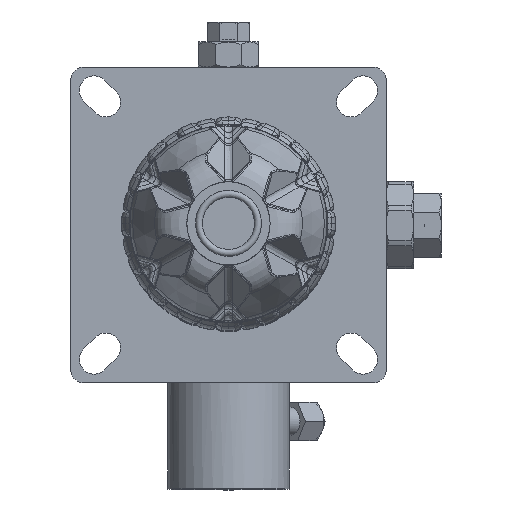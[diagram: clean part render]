
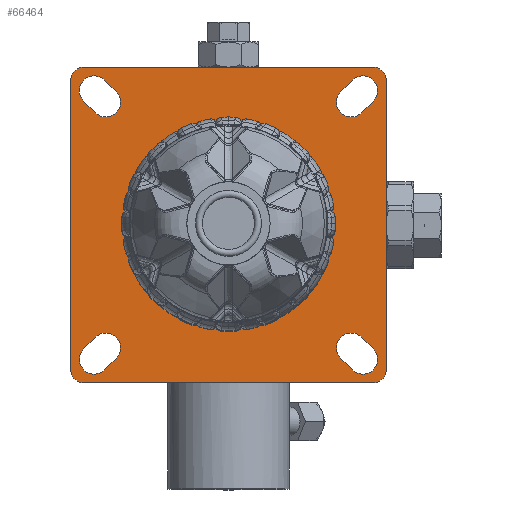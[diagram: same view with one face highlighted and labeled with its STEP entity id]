
A CAD part, top view. The second image highlights one B-rep face of the part: STEP entity #66464.
In plain terms, the highlighted planar face has unit normal (0, 0, 1).
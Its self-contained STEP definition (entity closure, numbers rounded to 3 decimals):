
#466=FACE_BOUND('',#19349,.T.);
#467=FACE_BOUND('',#19350,.T.);
#468=FACE_BOUND('',#19351,.T.);
#469=FACE_BOUND('',#19352,.T.);
#470=FACE_BOUND('',#19353,.T.);
#12180=PLANE('',#70377);
#15277=FACE_OUTER_BOUND('',#19348,.T.);
#19348=EDGE_LOOP('',(#55666,#55667,#55668,#55669,#55670,#55671,#55672,#55673));
#19349=EDGE_LOOP('',(#55674,#55675,#55676,#55677));
#19350=EDGE_LOOP('',(#55678,#55679,#55680,#55681));
#19351=EDGE_LOOP('',(#55682,#55683,#55684,#55685));
#19352=EDGE_LOOP('',(#55686,#55687,#55688,#55689));
#19353=EDGE_LOOP('',(#55690,#55691));
#20909=LINE('',#83277,#22894);
#20913=LINE('',#83289,#22898);
#20918=LINE('',#83307,#22903);
#20922=LINE('',#83317,#22907);
#20926=LINE('',#83331,#22911);
#20930=LINE('',#83341,#22915);
#20933=LINE('',#83349,#22918);
#20937=LINE('',#83361,#22922);
#21395=LINE('',#145766,#23380);
#21396=LINE('',#145770,#23381);
#21397=LINE('',#145774,#23382);
#21398=LINE('',#145777,#23383);
#22894=VECTOR('',#72408,10.);
#22898=VECTOR('',#72420,10.);
#22903=VECTOR('',#72439,10.);
#22907=VECTOR('',#72451,10.);
#22911=VECTOR('',#72463,10.);
#22915=VECTOR('',#72475,10.);
#22918=VECTOR('',#72480,10.);
#22922=VECTOR('',#72492,10.);
#23380=VECTOR('',#77750,10.);
#23381=VECTOR('',#77753,10.);
#23382=VECTOR('',#77756,10.);
#23383=VECTOR('',#77759,10.);
#24880=CIRCLE('',#67953,8.5);
#24882=CIRCLE('',#67957,8.5);
#24884=CIRCLE('',#67960,8.5);
#24886=CIRCLE('',#67964,8.5);
#24888=CIRCLE('',#67968,8.5);
#24890=CIRCLE('',#67972,8.5);
#24892=CIRCLE('',#67977,8.5);
#24894=CIRCLE('',#67981,8.5);
#25149=CIRCLE('',#68239,56.75);
#25150=CIRCLE('',#68240,56.75);
#26747=CIRCLE('',#70378,8.);
#26748=CIRCLE('',#70379,8.);
#26749=CIRCLE('',#70380,8.);
#26750=CIRCLE('',#70381,8.);
#27756=VERTEX_POINT('',#83274);
#27757=VERTEX_POINT('',#83276);
#27759=VERTEX_POINT('',#83282);
#27761=VERTEX_POINT('',#83288);
#27764=VERTEX_POINT('',#83298);
#27765=VERTEX_POINT('',#83300);
#27767=VERTEX_POINT('',#83306);
#27769=VERTEX_POINT('',#83312);
#27772=VERTEX_POINT('',#83322);
#27773=VERTEX_POINT('',#83324);
#27775=VERTEX_POINT('',#83330);
#27777=VERTEX_POINT('',#83336);
#27780=VERTEX_POINT('',#83346);
#27781=VERTEX_POINT('',#83348);
#27783=VERTEX_POINT('',#83354);
#27785=VERTEX_POINT('',#83360);
#28325=VERTEX_POINT('',#93201);
#28326=VERTEX_POINT('',#93202);
#31300=VERTEX_POINT('',#145762);
#31301=VERTEX_POINT('',#145763);
#31302=VERTEX_POINT('',#145765);
#31303=VERTEX_POINT('',#145767);
#31304=VERTEX_POINT('',#145769);
#31305=VERTEX_POINT('',#145771);
#31306=VERTEX_POINT('',#145773);
#31307=VERTEX_POINT('',#145775);
#33663=EDGE_CURVE('',#27757,#27756,#20909,.T.);
#33666=EDGE_CURVE('',#27759,#27757,#24880,.T.);
#33669=EDGE_CURVE('',#27761,#27759,#20913,.T.);
#33672=EDGE_CURVE('',#27756,#27761,#24882,.T.);
#33675=EDGE_CURVE('',#27765,#27764,#24884,.T.);
#33678=EDGE_CURVE('',#27767,#27765,#20918,.T.);
#33681=EDGE_CURVE('',#27769,#27767,#24886,.T.);
#33684=EDGE_CURVE('',#27764,#27769,#20922,.T.);
#33687=EDGE_CURVE('',#27773,#27772,#24888,.T.);
#33690=EDGE_CURVE('',#27775,#27773,#20926,.T.);
#33693=EDGE_CURVE('',#27777,#27775,#24890,.T.);
#33696=EDGE_CURVE('',#27772,#27777,#20930,.T.);
#33699=EDGE_CURVE('',#27781,#27780,#20933,.T.);
#33702=EDGE_CURVE('',#27783,#27781,#24892,.T.);
#33705=EDGE_CURVE('',#27785,#27783,#20937,.T.);
#33708=EDGE_CURVE('',#27780,#27785,#24894,.T.);
#34577=EDGE_CURVE('',#28325,#28326,#25149,.T.);
#34578=EDGE_CURVE('',#28326,#28325,#25150,.T.);
#39789=EDGE_CURVE('',#31300,#31301,#26747,.T.);
#39790=EDGE_CURVE('',#31302,#31300,#21395,.T.);
#39791=EDGE_CURVE('',#31303,#31302,#26748,.T.);
#39792=EDGE_CURVE('',#31304,#31303,#21396,.T.);
#39793=EDGE_CURVE('',#31305,#31304,#26749,.T.);
#39794=EDGE_CURVE('',#31306,#31305,#21397,.T.);
#39795=EDGE_CURVE('',#31307,#31306,#26750,.T.);
#39796=EDGE_CURVE('',#31301,#31307,#21398,.T.);
#55666=ORIENTED_EDGE('',*,*,#39789,.F.);
#55667=ORIENTED_EDGE('',*,*,#39790,.F.);
#55668=ORIENTED_EDGE('',*,*,#39791,.F.);
#55669=ORIENTED_EDGE('',*,*,#39792,.F.);
#55670=ORIENTED_EDGE('',*,*,#39793,.F.);
#55671=ORIENTED_EDGE('',*,*,#39794,.F.);
#55672=ORIENTED_EDGE('',*,*,#39795,.F.);
#55673=ORIENTED_EDGE('',*,*,#39796,.F.);
#55674=ORIENTED_EDGE('',*,*,#33669,.T.);
#55675=ORIENTED_EDGE('',*,*,#33666,.T.);
#55676=ORIENTED_EDGE('',*,*,#33663,.T.);
#55677=ORIENTED_EDGE('',*,*,#33672,.T.);
#55678=ORIENTED_EDGE('',*,*,#33681,.T.);
#55679=ORIENTED_EDGE('',*,*,#33678,.T.);
#55680=ORIENTED_EDGE('',*,*,#33675,.T.);
#55681=ORIENTED_EDGE('',*,*,#33684,.T.);
#55682=ORIENTED_EDGE('',*,*,#33693,.T.);
#55683=ORIENTED_EDGE('',*,*,#33690,.T.);
#55684=ORIENTED_EDGE('',*,*,#33687,.T.);
#55685=ORIENTED_EDGE('',*,*,#33696,.T.);
#55686=ORIENTED_EDGE('',*,*,#33705,.T.);
#55687=ORIENTED_EDGE('',*,*,#33702,.T.);
#55688=ORIENTED_EDGE('',*,*,#33699,.T.);
#55689=ORIENTED_EDGE('',*,*,#33708,.T.);
#55690=ORIENTED_EDGE('',*,*,#34577,.T.);
#55691=ORIENTED_EDGE('',*,*,#34578,.T.);
#66464=ADVANCED_FACE('',(#15277,#466,#467,#468,#469,#470),#12180,.T.);
#67953=AXIS2_PLACEMENT_3D('',#83283,#72414,#72415);
#67957=AXIS2_PLACEMENT_3D('',#83293,#72426,#72427);
#67960=AXIS2_PLACEMENT_3D('',#83301,#72433,#72434);
#67964=AXIS2_PLACEMENT_3D('',#83313,#72445,#72446);
#67968=AXIS2_PLACEMENT_3D('',#83325,#72457,#72458);
#67972=AXIS2_PLACEMENT_3D('',#83337,#72469,#72470);
#67977=AXIS2_PLACEMENT_3D('',#83355,#72486,#72487);
#67981=AXIS2_PLACEMENT_3D('',#83365,#72498,#72499);
#68239=AXIS2_PLACEMENT_3D('',#93203,#73015,#73016);
#68240=AXIS2_PLACEMENT_3D('',#93204,#73017,#73018);
#70377=AXIS2_PLACEMENT_3D('',#145761,#77746,#77747);
#70378=AXIS2_PLACEMENT_3D('',#145764,#77748,#77749);
#70379=AXIS2_PLACEMENT_3D('',#145768,#77751,#77752);
#70380=AXIS2_PLACEMENT_3D('',#145772,#77754,#77755);
#70381=AXIS2_PLACEMENT_3D('',#145776,#77757,#77758);
#72408=DIRECTION('',(-0.707,-0.707,0.));
#72414=DIRECTION('center_axis',(0.,0.,-1.));
#72415=DIRECTION('ref_axis',(-0.707,0.707,0.));
#72420=DIRECTION('',(0.707,0.707,0.));
#72426=DIRECTION('center_axis',(0.,0.,-1.));
#72427=DIRECTION('ref_axis',(0.707,-0.707,0.));
#72433=DIRECTION('center_axis',(0.,0.,-1.));
#72434=DIRECTION('ref_axis',(-0.707,0.707,0.));
#72439=DIRECTION('',(0.707,0.707,0.));
#72445=DIRECTION('center_axis',(0.,0.,-1.));
#72446=DIRECTION('ref_axis',(0.707,-0.707,0.));
#72451=DIRECTION('',(-0.707,-0.707,0.));
#72457=DIRECTION('center_axis',(0.,0.,-1.));
#72458=DIRECTION('ref_axis',(0.707,0.707,0.));
#72463=DIRECTION('',(0.707,-0.707,0.));
#72469=DIRECTION('center_axis',(0.,0.,-1.));
#72470=DIRECTION('ref_axis',(-0.707,-0.707,0.));
#72475=DIRECTION('',(-0.707,0.707,0.));
#72480=DIRECTION('',(-0.707,0.707,0.));
#72486=DIRECTION('center_axis',(0.,0.,-1.));
#72487=DIRECTION('ref_axis',(0.707,0.707,0.));
#72492=DIRECTION('',(0.707,-0.707,0.));
#72498=DIRECTION('center_axis',(0.,0.,-1.));
#72499=DIRECTION('ref_axis',(-0.707,-0.707,0.));
#73015=DIRECTION('center_axis',(0.,0.,-1.));
#73016=DIRECTION('ref_axis',(0.103,-0.995,0.));
#73017=DIRECTION('center_axis',(0.,0.,-1.));
#73018=DIRECTION('ref_axis',(0.103,-0.995,0.));
#77746=DIRECTION('center_axis',(0.,0.,1.));
#77747=DIRECTION('ref_axis',(1.,0.,0.));
#77748=DIRECTION('center_axis',(0.,0.,-1.));
#77749=DIRECTION('ref_axis',(-1.,0.,0.));
#77750=DIRECTION('',(1.,0.,0.));
#77751=DIRECTION('center_axis',(0.,0.,-1.));
#77752=DIRECTION('ref_axis',(0.,-1.,0.));
#77753=DIRECTION('',(0.,1.,0.));
#77754=DIRECTION('center_axis',(0.,0.,-1.));
#77755=DIRECTION('ref_axis',(1.,0.,0.));
#77756=DIRECTION('',(-1.,0.,0.));
#77757=DIRECTION('center_axis',(0.,0.,-1.));
#77758=DIRECTION('ref_axis',(0.,1.,0.));
#77759=DIRECTION('',(0.,-1.,0.));
#83274=CARTESIAN_POINT('',(76.721,64.7,4.));
#83276=CARTESIAN_POINT('',(83.439,71.418,4.));
#83277=CARTESIAN_POINT('',(44.725,32.704,4.));
#83282=CARTESIAN_POINT('',(71.418,83.439,4.));
#83283=CARTESIAN_POINT('Origin',(77.428,77.428,4.));
#83288=CARTESIAN_POINT('',(64.7,76.721,4.));
#83289=CARTESIAN_POINT('',(29.345,41.366,4.));
#83293=CARTESIAN_POINT('Origin',(70.711,70.711,4.));
#83298=CARTESIAN_POINT('',(-64.7,-76.721,4.));
#83300=CARTESIAN_POINT('',(-76.721,-64.7,4.));
#83301=CARTESIAN_POINT('Origin',(-70.711,-70.711,4.));
#83306=CARTESIAN_POINT('',(-83.439,-71.418,4.));
#83307=CARTESIAN_POINT('',(-44.725,-32.704,4.));
#83312=CARTESIAN_POINT('',(-71.418,-83.439,4.));
#83313=CARTESIAN_POINT('Origin',(-77.428,-77.428,4.));
#83317=CARTESIAN_POINT('',(-29.345,-41.366,4.));
#83322=CARTESIAN_POINT('',(71.418,-83.439,4.));
#83324=CARTESIAN_POINT('',(83.439,-71.418,4.));
#83325=CARTESIAN_POINT('Origin',(77.428,-77.428,4.));
#83330=CARTESIAN_POINT('',(76.721,-64.7,4.));
#83331=CARTESIAN_POINT('',(41.366,-29.345,4.));
#83336=CARTESIAN_POINT('',(64.7,-76.721,4.));
#83337=CARTESIAN_POINT('Origin',(70.711,-70.711,4.));
#83341=CARTESIAN_POINT('',(32.704,-44.725,4.));
#83346=CARTESIAN_POINT('',(-83.439,71.418,4.));
#83348=CARTESIAN_POINT('',(-76.721,64.7,4.));
#83349=CARTESIAN_POINT('',(-41.366,29.345,4.));
#83354=CARTESIAN_POINT('',(-64.7,76.721,4.));
#83355=CARTESIAN_POINT('Origin',(-70.711,70.711,4.));
#83360=CARTESIAN_POINT('',(-71.418,83.439,4.));
#83361=CARTESIAN_POINT('',(-32.704,44.725,4.));
#83365=CARTESIAN_POINT('Origin',(-77.428,77.428,4.));
#93201=CARTESIAN_POINT('',(-5.863,56.446,4.));
#93202=CARTESIAN_POINT('',(53.24,-19.649,4.));
#93203=CARTESIAN_POINT('Origin',(0.,0.,
4.));
#93204=CARTESIAN_POINT('Origin',(0.,0.,
4.));
#145761=CARTESIAN_POINT('Origin',(0.,0.,
4.));
#145762=CARTESIAN_POINT('',(83.,91.,4.));
#145763=CARTESIAN_POINT('',(91.,83.,4.));
#145764=CARTESIAN_POINT('Origin',(83.,83.,4.));
#145765=CARTESIAN_POINT('',(-83.,91.,4.));
#145766=CARTESIAN_POINT('',(-83.,91.,4.));
#145767=CARTESIAN_POINT('',(-91.,83.,4.));
#145768=CARTESIAN_POINT('Origin',(-83.,83.,4.));
#145769=CARTESIAN_POINT('',(-91.,-83.,4.));
#145770=CARTESIAN_POINT('',(-91.,-83.,4.));
#145771=CARTESIAN_POINT('',(-83.,-91.,4.));
#145772=CARTESIAN_POINT('Origin',(-83.,-83.,4.));
#145773=CARTESIAN_POINT('',(83.,-91.,4.));
#145774=CARTESIAN_POINT('',(83.,-91.,4.));
#145775=CARTESIAN_POINT('',(91.,-83.,4.));
#145776=CARTESIAN_POINT('Origin',(83.,-83.,4.));
#145777=CARTESIAN_POINT('',(91.,83.,4.));
